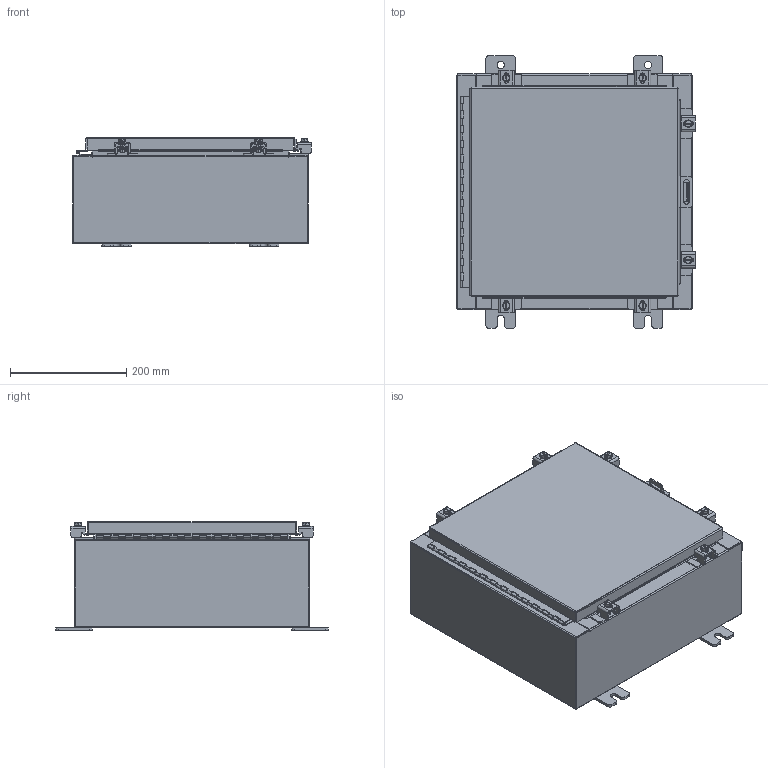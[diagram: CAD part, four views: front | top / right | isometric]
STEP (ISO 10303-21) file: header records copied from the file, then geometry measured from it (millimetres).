
FILE_DESCRIPTION (( 'STEP AP203' ), '1' );
FILE_NAME ('N16H1606SS6WP.STEP', '2014-01-17T20:30:46', ( 'changeme' ), ( 'Microsoft' ), 'SwSTEP 2.0', 'SolidWorks 2013', '' );
FILE_SCHEMA (( 'CONFIG_CONTROL_DESIGN' ));
Length unit declared in the file: inch
Products named in the file (19): N16H1606SS6WP Cover; N16H1606SS6WP 125 Pin Hinge; N16H1606SS6WP Padlock Hasp; N16H1606SS6WP Body; N16H1606SS6WP Padlock Staple; N16H1606SS6WP Bottom; N16H1606SS6WP Clamp Bracket; N16H1606SS6WP Top; N16H1606SS6WP 22101002; N16H1606SS6WP; N16H1606SS6WP 22104005_DEFAULT; N16H1606SS6WP Backpanel; N16H1606SS6WP Clamp Top; N16H1606SS6WP Mounting Studs; N16H1606SS6WP Clamp Assembly; N16H1606SS6WP Hinge Enclosure Side2; N16H1606SS6WP Standard Clamps; N16H1606SS6WP Hinge Cover Side; N16H1606SS6WP Mounting Feet
Assembly tree (30 placements, depth 4):
  N16H1606SS6WP
    N16H1606SS6WP Backpanel
    N16H1606SS6WP Mounting Studs  x4
    N16H1606SS6WP 125 Pin Hinge
      N16H1606SS6WP Hinge Enclosure Side2
      N16H1606SS6WP Hinge Cover Side
    N16H1606SS6WP Mounting Feet  x4
    N16H1606SS6WP Padlock Hasp
    N16H1606SS6WP Padlock Staple
    N16H1606SS6WP Standard Clamps  x6
      N16H1606SS6WP Clamp Bracket
      N16H1606SS6WP Clamp Assembly
        N16H1606SS6WP 22101002  x2
        N16H1606SS6WP 22104005_DEFAULT
        N16H1606SS6WP Clamp Top
    N16H1606SS6WP Cover
    N16H1606SS6WP Body
    N16H1606SS6WP Bottom
    N16H1606SS6WP Top
Bounding box: 411.75 x 469.9 x 187.67 mm (x, y, z)
Volume: 1674965.7 mm3; surface area: 1671550.1 mm2
Topology: 47 solids, 47 shells, 1501 faces, 3749 edges, 2366 vertices
Faces by surface type: plane 800, cylinder 605, torus 44, cone 44, bspline 8
Entity records: 26061 total; most frequent: CARTESIAN_POINT 4549, DIRECTION 4156, ORIENTED_EDGE 3912, EDGE_CURVE 1956, AXIS2_PLACEMENT_3D 1433, LINE 1290, VECTOR 1290, VERTEX_POINT 1204
